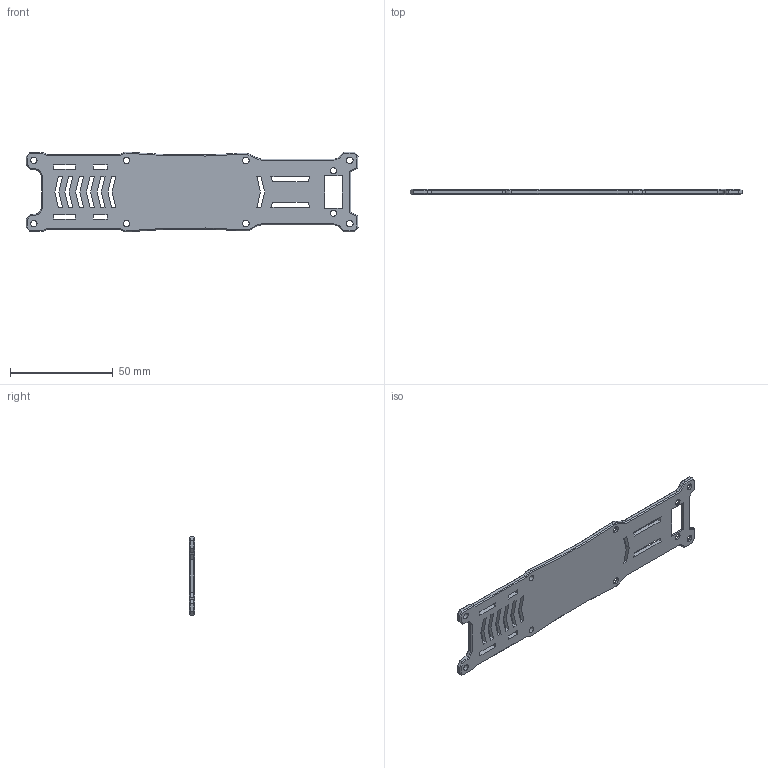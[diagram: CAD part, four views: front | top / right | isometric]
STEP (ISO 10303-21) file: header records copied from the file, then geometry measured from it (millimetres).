
FILE_DESCRIPTION(/* description */ (''),/* implementation_level */ '2;1');
FILE_NAME(/* name */ 'top_plate.step',/* time_stamp */ '2024-01-26T08:59:26-03:00',/* author */ (''),/* organization */ (''),/* preprocessor_version */ 'ST-DEVELOPER v20',/* originating_system */ 'Autodesk Translation Framework v12.14.0.127',/* authorisation */ '');
FILE_SCHEMA (('AUTOMOTIVE_DESIGN { 1 0 10303 214 3 1 1 }'));
Length unit declared in the file: millimetre
Products named in the file (1): top_plate
Bounding box: 161.19 x 2.5 x 38.64 mm (x, y, z)
Volume: 11800.8 mm3; surface area: 11954 mm2
Topology: 1 solids, 1 shells, 338 faces, 836 edges, 504 vertices
Faces by surface type: plane 244, cone 36, bspline 30, cylinder 28
Full cylindrical faces by diameter (mm): 3 x2, 3.05 x4, 3.2 x4
Entity records: 9910 total; most frequent: CARTESIAN_POINT 2005, ORIENTED_EDGE 1672, DIRECTION 1487, EDGE_CURVE 836, LINE 683, VECTOR 683, VERTEX_POINT 504, AXIS2_PLACEMENT_3D 402
